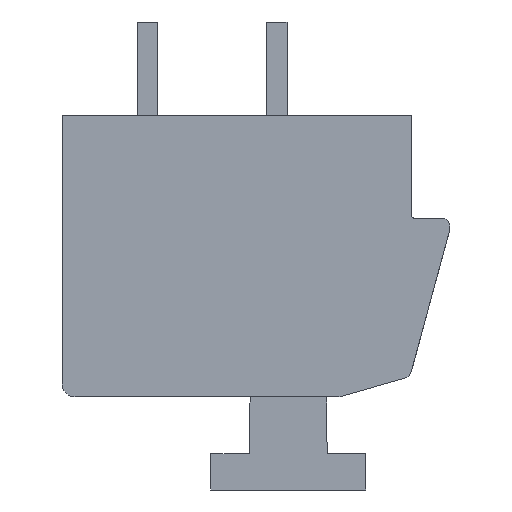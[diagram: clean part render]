
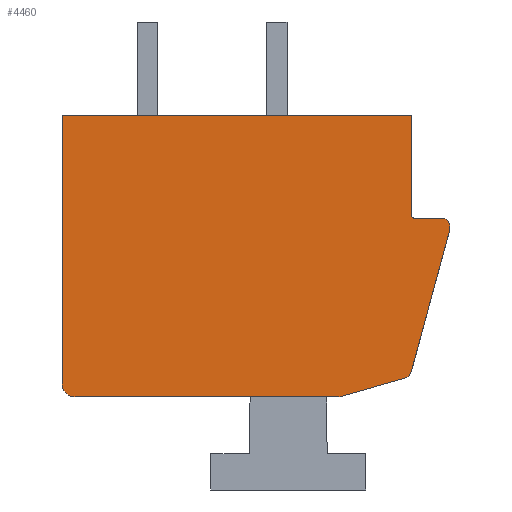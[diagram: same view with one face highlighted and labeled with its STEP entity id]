
A CAD part, front view. The second image highlights one B-rep face of the part: STEP entity #4460.
In plain terms, the highlighted planar face has unit normal (0, -1, 0).
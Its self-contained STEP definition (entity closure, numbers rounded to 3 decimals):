
#1=CARTESIAN_POINT('',(7.2,-33.75,1.15));
#2=DIRECTION('',(0.,-1.,0.));
#3=DIRECTION('',(1.,0.,0.));
#4=AXIS2_PLACEMENT_3D('',#1,#2,#3);
#6=DIRECTION('',(0.,0.,-1.));
#7=VECTOR('',#6,0.119);
#8=CARTESIAN_POINT('',(7.5,-33.75,1.15));
#9=LINE('',#8,#7);
#10=DIRECTION('',(0.262,0.,0.965));
#11=VECTOR('',#10,5.739);
#12=CARTESIAN_POINT('',(5.994,-33.75,-4.507));
#13=LINE('',#12,#11);
#14=CARTESIAN_POINT('',(5.705,-33.75,-4.428));
#15=DIRECTION('',(0.,-1.,0.));
#16=DIRECTION('',(0.274,0.,-0.962));
#17=AXIS2_PLACEMENT_3D('',#14,#15,#16);
#19=DIRECTION('',(0.962,0.,0.274));
#20=VECTOR('',#19,2.679);
#21=CARTESIAN_POINT('',(3.21,-33.75,-5.45));
#22=LINE('',#21,#20);
#23=DIRECTION('',(-1.,0.,0.));
#24=VECTOR('',#23,10.21);
#25=CARTESIAN_POINT('',(3.21,-33.75,-5.45));
#26=LINE('',#25,#24);
#27=CARTESIAN_POINT('',(-7.,-33.75,-4.95));
#28=DIRECTION('',(0.,-1.,0.));
#29=DIRECTION('',(-1.,0.,0.));
#30=AXIS2_PLACEMENT_3D('',#27,#28,#29);
#32=DIRECTION('',(0.,0.,1.));
#33=VECTOR('',#32,10.4);
#34=CARTESIAN_POINT('',(-7.5,-33.75,-4.95));
#35=LINE('',#34,#33);
#36=DIRECTION('',(1.,0.,0.));
#37=VECTOR('',#36,13.5);
#38=CARTESIAN_POINT('',(-7.5,-33.75,5.45));
#39=LINE('',#38,#37);
#40=DIRECTION('',(0.,0.,-1.));
#41=VECTOR('',#40,3.85);
#42=CARTESIAN_POINT('',(6.,-33.75,5.45));
#43=LINE('',#42,#41);
#44=DIRECTION('',(1.,0.,0.));
#45=VECTOR('',#44,1.05);
#46=CARTESIAN_POINT('',(6.15,-33.75,1.45));
#47=LINE('',#46,#45);
#60=CARTESIAN_POINT('',(6.15,-33.75,1.6));
#61=DIRECTION('',(0.,1.,0.));
#62=DIRECTION('',(0.,0.,-1.));
#63=AXIS2_PLACEMENT_3D('',#60,#61,#62);
#3555=CARTESIAN_POINT('',(-7.5,-33.75,5.45));
#3556=CARTESIAN_POINT('',(6.,-33.75,5.45));
#3557=VERTEX_POINT('',#3555);
#3558=VERTEX_POINT('',#3556);
#3559=CARTESIAN_POINT('',(6.,-33.75,1.6));
#3560=VERTEX_POINT('',#3559);
#3561=CARTESIAN_POINT('',(6.15,-33.75,1.45));
#3562=VERTEX_POINT('',#3561);
#3563=CARTESIAN_POINT('',(7.5,-33.75,1.15));
#3564=CARTESIAN_POINT('',(7.2,-33.75,1.45));
#3565=VERTEX_POINT('',#3563);
#3566=VERTEX_POINT('',#3564);
#3567=CARTESIAN_POINT('',(5.787,-33.75,-4.716));
#3568=CARTESIAN_POINT('',(5.994,-33.75,-4.507));
#3569=VERTEX_POINT('',#3567);
#3570=VERTEX_POINT('',#3568);
#3571=CARTESIAN_POINT('',(-7.5,-33.75,-4.95));
#3572=CARTESIAN_POINT('',(-7.,-33.75,-5.45));
#3573=VERTEX_POINT('',#3571);
#3574=VERTEX_POINT('',#3572);
#3575=CARTESIAN_POINT('',(3.21,-33.75,-5.45));
#3576=VERTEX_POINT('',#3575);
#3577=CARTESIAN_POINT('',(7.5,-33.75,1.031));
#3578=VERTEX_POINT('',#3577);
#4429=CARTESIAN_POINT('',(0.,-33.75,0.));
#4430=DIRECTION('',(0.,1.,0.));
#4431=DIRECTION('',(1.,0.,0.));
#4432=AXIS2_PLACEMENT_3D('',#4429,#4430,#4431);
#4433=PLANE('',#4432);
#4435=ORIENTED_EDGE('',*,*,#4434,.F.);
#4437=ORIENTED_EDGE('',*,*,#4436,.T.);
#4439=ORIENTED_EDGE('',*,*,#4438,.F.);
#4441=ORIENTED_EDGE('',*,*,#4440,.F.);
#4443=ORIENTED_EDGE('',*,*,#4442,.F.);
#4445=ORIENTED_EDGE('',*,*,#4444,.T.);
#4447=ORIENTED_EDGE('',*,*,#4446,.F.);
#4449=ORIENTED_EDGE('',*,*,#4448,.T.);
#4451=ORIENTED_EDGE('',*,*,#4450,.T.);
#4453=ORIENTED_EDGE('',*,*,#4452,.T.);
#4455=ORIENTED_EDGE('',*,*,#4454,.F.);
#4457=ORIENTED_EDGE('',*,*,#4456,.T.);
#4458=EDGE_LOOP('',(#4435,#4437,#4439,#4441,#4443,#4445,#4447,#4449,#4451,#4453,
#4455,#4457));
#4459=FACE_OUTER_BOUND('',#4458,.F.);
#4460=ADVANCED_FACE('',(#4459),#4433,.F.);
#5=CIRCLE('',#4,0.3);
#18=CIRCLE('',#17,0.3);
#31=CIRCLE('',#30,0.5);
#64=CIRCLE('',#63,0.15);
#4434=EDGE_CURVE('',#3565,#3566,#5,.T.);
#4436=EDGE_CURVE('',#3565,#3578,#9,.T.);
#4438=EDGE_CURVE('',#3570,#3578,#13,.T.);
#4440=EDGE_CURVE('',#3569,#3570,#18,.T.);
#4442=EDGE_CURVE('',#3576,#3569,#22,.T.);
#4444=EDGE_CURVE('',#3576,#3574,#26,.T.);
#4446=EDGE_CURVE('',#3573,#3574,#31,.T.);
#4448=EDGE_CURVE('',#3573,#3557,#35,.T.);
#4450=EDGE_CURVE('',#3557,#3558,#39,.T.);
#4452=EDGE_CURVE('',#3558,#3560,#43,.T.);
#4454=EDGE_CURVE('',#3562,#3560,#64,.T.);
#4456=EDGE_CURVE('',#3562,#3566,#47,.T.);
